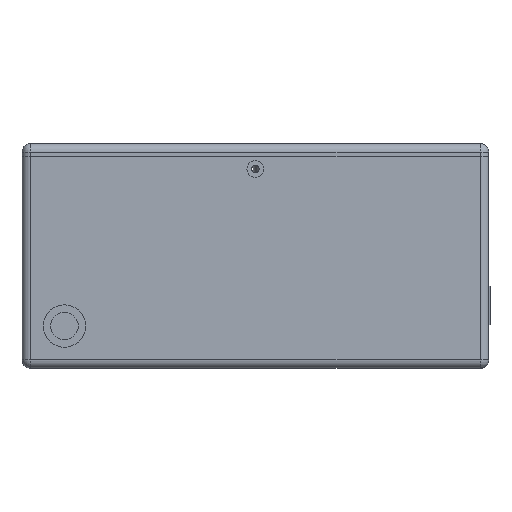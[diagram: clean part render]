
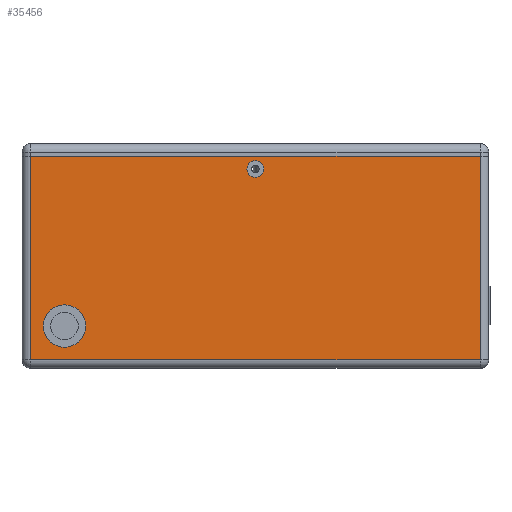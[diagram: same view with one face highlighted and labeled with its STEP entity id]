
A CAD part, left-side view. The second image highlights one B-rep face of the part: STEP entity #35456.
In plain terms, the highlighted planar face has unit normal (-1, 0, 0).
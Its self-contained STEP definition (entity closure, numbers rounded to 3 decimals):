
#35343=CARTESIAN_POINT('',(0.,108.,50.));
#35344=VERTEX_POINT('',#35343);
#35352=CARTESIAN_POINT('',(0.,2.,50.));
#35353=VERTEX_POINT('',#35352);
#35354=CARTESIAN_POINT('',(0.,108.,50.));
#35355=DIRECTION('',(0.,-1.,0.));
#35356=VECTOR('',#35355,106.);
#35357=LINE('',#35354,#35356);
#35358=EDGE_CURVE('',#35344,#35353,#35357,.T.);
#35404=CARTESIAN_POINT('',(0.,52.,3.));
#35405=DIRECTION('',(1.,0.,0.));
#35406=DIRECTION('',(0.,0.,-1.));
#35407=AXIS2_PLACEMENT_3D('',#35404,#35405,#35406);
#35408=PLANE('',#35407);
#35409=CARTESIAN_POINT('',(0.,100.,15.));
#35410=VERTEX_POINT('',#35409);
#35411=CARTESIAN_POINT('',(0.,100.,10.));
#35412=DIRECTION('',(-1.,0.,0.));
#35413=DIRECTION('',(0.,0.,1.));
#35414=AXIS2_PLACEMENT_3D('',#35411,#35412,#35413);
#35415=CIRCLE('',#35414,5.);
#35416=EDGE_CURVE('',#35410,#35410,#35415,.T.);
#35417=ORIENTED_EDGE('',*,*,#35416,.F.);
#35418=EDGE_LOOP('',(#35417));
#35419=FACE_BOUND('',#35418,.T.);
#35420=CARTESIAN_POINT('',(0.,55.,49.));
#35421=VERTEX_POINT('',#35420);
#35422=CARTESIAN_POINT('',(0.,55.,47.));
#35423=DIRECTION('',(-1.,0.,0.));
#35424=DIRECTION('',(0.,0.,1.));
#35425=AXIS2_PLACEMENT_3D('',#35422,#35423,#35424);
#35426=CIRCLE('',#35425,2.);
#35427=EDGE_CURVE('',#35421,#35421,#35426,.T.);
#35428=ORIENTED_EDGE('',*,*,#35427,.F.);
#35429=EDGE_LOOP('',(#35428));
#35430=FACE_BOUND('',#35429,.T.);
#35431=ORIENTED_EDGE('',*,*,#35358,.F.);
#35432=CARTESIAN_POINT('',(0.,108.,2.));
#35433=VERTEX_POINT('',#35432);
#35434=CARTESIAN_POINT('',(0.,108.,50.));
#35435=DIRECTION('',(0.,0.,-1.));
#35436=VECTOR('',#35435,48.);
#35437=LINE('',#35434,#35436);
#35438=EDGE_CURVE('',#35344,#35433,#35437,.T.);
#35439=ORIENTED_EDGE('',*,*,#35438,.T.);
#35440=CARTESIAN_POINT('',(0.,2.,2.));
#35441=VERTEX_POINT('',#35440);
#35442=CARTESIAN_POINT('',(0.,108.,2.));
#35443=DIRECTION('',(0.,-1.,0.));
#35444=VECTOR('',#35443,106.);
#35445=LINE('',#35442,#35444);
#35446=EDGE_CURVE('',#35433,#35441,#35445,.T.);
#35447=ORIENTED_EDGE('',*,*,#35446,.T.);
#35448=CARTESIAN_POINT('',(0.,2.,2.));
#35449=DIRECTION('',(-0.,-0.,1.));
#35450=VECTOR('',#35449,48.);
#35451=LINE('',#35448,#35450);
#35452=EDGE_CURVE('',#35441,#35353,#35451,.T.);
#35453=ORIENTED_EDGE('',*,*,#35452,.T.);
#35454=EDGE_LOOP('',(#35431,#35439,#35447,#35453));
#35455=FACE_BOUND('',#35454,.T.);
#35456=ADVANCED_FACE('',(#35419,#35430,#35455),#35408,.F.);
